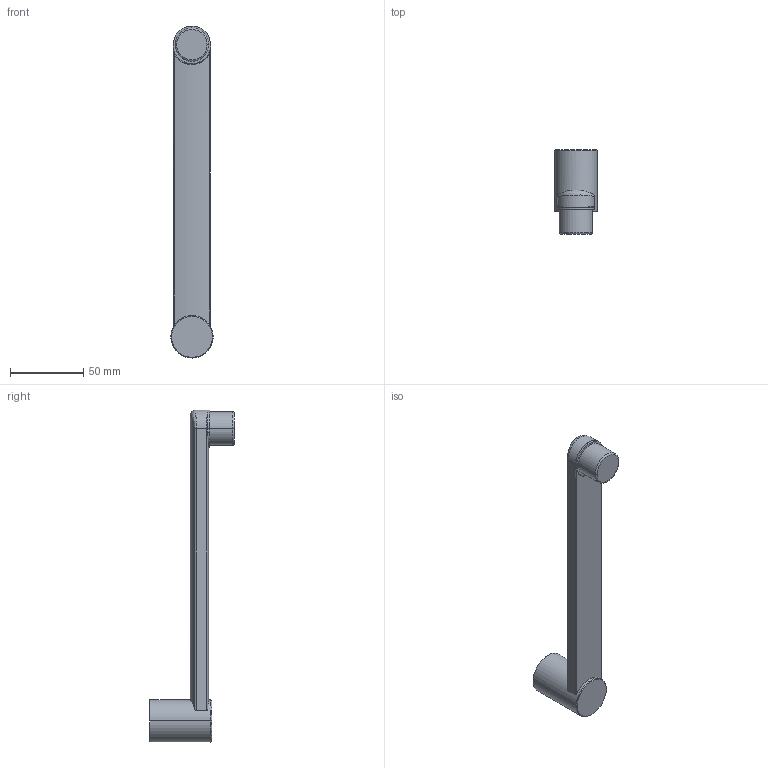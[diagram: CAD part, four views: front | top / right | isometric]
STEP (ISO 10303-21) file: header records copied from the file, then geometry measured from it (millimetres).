
FILE_DESCRIPTION (( 'STEP AP203' ), '1' );
FILE_NAME ('290017(2023).STEP', '2023-09-27T06:51:19', ( '' ), ( '' ), 'SwSTEP 2.0', 'SolidWorks 2016', '' );
FILE_SCHEMA (( 'CONFIG_CONTROL_DESIGN' ));
Length unit declared in the file: millimetre
Products named in the file (1): 290017(2023)
Bounding box: 29 x 58.05 x 227.25 mm (x, y, z)
Volume: 91566.4 mm3; surface area: 19863.5 mm2
Topology: 1 solids, 1 shells, 34 faces, 86 edges, 56 vertices
Faces by surface type: cylinder 15, plane 10, cone 4, bspline 3, torus 2
Entity records: 1691 total; most frequent: CARTESIAN_POINT 818, ORIENTED_EDGE 172, DIRECTION 159, EDGE_CURVE 86, AXIS2_PLACEMENT_3D 63, VERTEX_POINT 56, EDGE_LOOP 36, FACE_OUTER_BOUND 34
